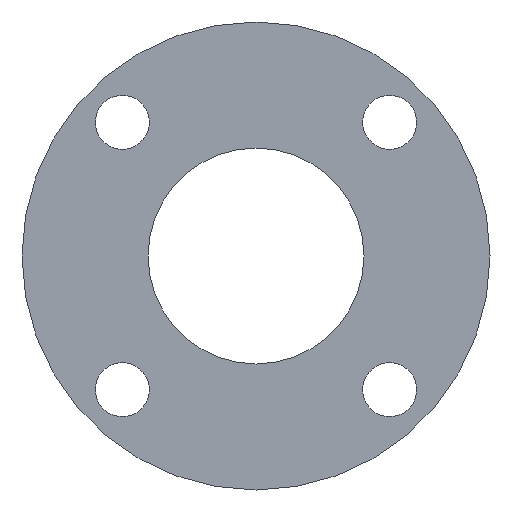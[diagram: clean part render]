
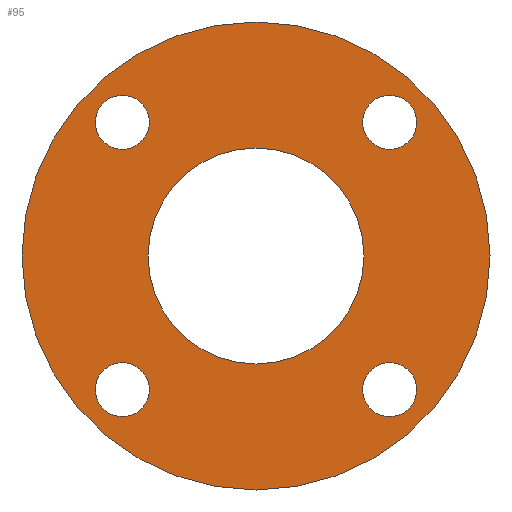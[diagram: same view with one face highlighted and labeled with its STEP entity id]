
A CAD part, left-side view. The second image highlights one B-rep face of the part: STEP entity #95.
In plain terms, the highlighted planar face has unit normal (-1, 0, 0).
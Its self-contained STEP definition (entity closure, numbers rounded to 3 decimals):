
#7 = CIRCLE ( 'NONE', #323, 7.5 ) ;
#8 = EDGE_CURVE ( 'NONE', #349, #167, #102, .T. ) ;
#11 = ORIENTED_EDGE ( 'NONE', *, *, #254, .T. ) ;
#12 = FACE_BOUND ( 'NONE', #288, .T. ) ;
#15 = EDGE_LOOP ( 'NONE', ( #405, #230 ) ) ;
#20 = ORIENTED_EDGE ( 'NONE', *, *, #136, .F. ) ;
#22 = DIRECTION ( 'NONE',  ( 0., 0., -1. ) ) ;
#35 = CARTESIAN_POINT ( 'NONE',  ( -1.5, 0., 0. ) ) ;
#41 = EDGE_CURVE ( 'NONE', #159, #443, #331, .T. ) ;
#42 = CARTESIAN_POINT ( 'NONE',  ( -1.5, -37.123, -29.623 ) ) ;
#49 = CARTESIAN_POINT ( 'NONE',  ( -1.5, 37.123, 37.123 ) ) ;
#52 = FACE_BOUND ( 'NONE', #113, .T. ) ;
#56 = EDGE_LOOP ( 'NONE', ( #441, #109 ) ) ;
#58 = EDGE_CURVE ( 'NONE', #398, #265, #393, .T. ) ;
#73 = CARTESIAN_POINT ( 'NONE',  ( -1.5, 37.123, -44.623 ) ) ;
#75 = DIRECTION ( 'NONE',  ( 1., 0., 0. ) ) ;
#80 = VERTEX_POINT ( 'NONE', #333 ) ;
#81 = EDGE_CURVE ( 'NONE', #80, #120, #379, .T. ) ;
#86 = CARTESIAN_POINT ( 'NONE',  ( -1.5, 37.123, -37.123 ) ) ;
#93 = CARTESIAN_POINT ( 'NONE',  ( -1.5, -37.123, 37.123 ) ) ;
#95 = ADVANCED_FACE ( 'NONE', ( #129, #52, #470, #208, #12, #101 ), #340, .F. ) ;
#101 = FACE_OUTER_BOUND ( 'NONE', #343, .T. ) ;
#102 = CIRCLE ( 'NONE', #315, 7.5 ) ;
#109 = ORIENTED_EDGE ( 'NONE', *, *, #168, .T. ) ;
#113 = EDGE_LOOP ( 'NONE', ( #460, #11 ) ) ;
#118 = CARTESIAN_POINT ( 'NONE',  ( -1.5, 37.123, 44.623 ) ) ;
#120 = VERTEX_POINT ( 'NONE', #314 ) ;
#129 = FACE_BOUND ( 'NONE', #237, .T. ) ;
#131 = CARTESIAN_POINT ( 'NONE',  ( -1.5, 0., 0. ) ) ;
#136 = EDGE_CURVE ( 'NONE', #265, #398, #444, .T. ) ;
#141 = AXIS2_PLACEMENT_3D ( 'NONE', #165, #385, #481 ) ;
#151 = CARTESIAN_POINT ( 'NONE',  ( -1.5, 37.123, -37.123 ) ) ;
#153 = DIRECTION ( 'NONE',  ( 1., 0., 0. ) ) ;
#155 = AXIS2_PLACEMENT_3D ( 'NONE', #93, #368, #502 ) ;
#159 = VERTEX_POINT ( 'NONE', #499 ) ;
#160 = DIRECTION ( 'NONE',  ( 0., 0., -1. ) ) ;
#162 = DIRECTION ( 'NONE',  ( 1., 0., 0. ) ) ;
#165 = CARTESIAN_POINT ( 'NONE',  ( -1.5, 37.123, 37.123 ) ) ;
#167 = VERTEX_POINT ( 'NONE', #73 ) ;
#168 = EDGE_CURVE ( 'NONE', #500, #535, #498, .T. ) ;
#169 = CARTESIAN_POINT ( 'NONE',  ( -1.5, -37.123, -37.123 ) ) ;
#173 = AXIS2_PLACEMENT_3D ( 'NONE', #35, #162, #186 ) ;
#174 = VERTEX_POINT ( 'NONE', #42 ) ;
#178 = CARTESIAN_POINT ( 'NONE',  ( -1.5, -37.123, -44.623 ) ) ;
#181 = AXIS2_PLACEMENT_3D ( 'NONE', #86, #367, #425 ) ;
#186 = DIRECTION ( 'NONE',  ( 0., 0., -1. ) ) ;
#191 = EDGE_CURVE ( 'NONE', #120, #80, #445, .T. ) ;
#208 = FACE_BOUND ( 'NONE', #56, .T. ) ;
#211 = DIRECTION ( 'NONE',  ( 1., 0., 0. ) ) ;
#213 = DIRECTION ( 'NONE',  ( 1., 0., 0. ) ) ;
#217 = CARTESIAN_POINT ( 'NONE',  ( -1.5, 0., 0. ) ) ;
#230 = ORIENTED_EDGE ( 'NONE', *, *, #8, .T. ) ;
#237 = EDGE_LOOP ( 'NONE', ( #391, #465 ) ) ;
#253 = ORIENTED_EDGE ( 'NONE', *, *, #457, .T. ) ;
#254 = EDGE_CURVE ( 'NONE', #174, #514, #371, .T. ) ;
#264 = EDGE_CURVE ( 'NONE', #167, #349, #299, .T. ) ;
#265 = VERTEX_POINT ( 'NONE', #337 ) ;
#274 = CARTESIAN_POINT ( 'NONE',  ( -1.5, -37.123, -37.123 ) ) ;
#277 = AXIS2_PLACEMENT_3D ( 'NONE', #49, #211, #293 ) ;
#281 = DIRECTION ( 'NONE',  ( 1., 0., 0. ) ) ;
#288 = EDGE_LOOP ( 'NONE', ( #356, #253 ) ) ;
#293 = DIRECTION ( 'NONE',  ( 0., 0., -1. ) ) ;
#298 = DIRECTION ( 'NONE',  ( 0., 0., -1. ) ) ;
#299 = CIRCLE ( 'NONE', #181, 7.5 ) ;
#314 = CARTESIAN_POINT ( 'NONE',  ( -1.5, -37.123, 29.623 ) ) ;
#315 = AXIS2_PLACEMENT_3D ( 'NONE', #151, #401, #542 ) ;
#317 = CIRCLE ( 'NONE', #141, 7.5 ) ;
#320 = DIRECTION ( 'NONE',  ( 1., 0., 0. ) ) ;
#322 = DIRECTION ( 'NONE',  ( 0., 0., -1. ) ) ;
#323 = AXIS2_PLACEMENT_3D ( 'NONE', #274, #320, #350 ) ;
#331 = CIRCLE ( 'NONE', #277, 7.5 ) ;
#333 = CARTESIAN_POINT ( 'NONE',  ( -1.5, -37.123, 44.623 ) ) ;
#335 = CARTESIAN_POINT ( 'NONE',  ( -1.5, 0., 30. ) ) ;
#336 = AXIS2_PLACEMENT_3D ( 'NONE', #383, #529, #436 ) ;
#337 = CARTESIAN_POINT ( 'NONE',  ( -1.5, 0., -65. ) ) ;
#340 = PLANE ( 'NONE',  #336 ) ;
#343 = EDGE_LOOP ( 'NONE', ( #20, #415 ) ) ;
#347 = CARTESIAN_POINT ( 'NONE',  ( -1.5, 37.123, -29.623 ) ) ;
#349 = VERTEX_POINT ( 'NONE', #347 ) ;
#350 = DIRECTION ( 'NONE',  ( 0., 0., -1. ) ) ;
#352 = CARTESIAN_POINT ( 'NONE',  ( -1.5, 0., -30. ) ) ;
#356 = ORIENTED_EDGE ( 'NONE', *, *, #41, .T. ) ;
#367 = DIRECTION ( 'NONE',  ( 1., 0., 0. ) ) ;
#368 = DIRECTION ( 'NONE',  ( 1., 0., 0. ) ) ;
#370 = CIRCLE ( 'NONE', #173, 30. ) ;
#371 = CIRCLE ( 'NONE', #533, 7.5 ) ;
#379 = CIRCLE ( 'NONE', #155, 7.5 ) ;
#383 = CARTESIAN_POINT ( 'NONE',  ( -1.5, 0., 0. ) ) ;
#385 = DIRECTION ( 'NONE',  ( 1., 0., 0. ) ) ;
#391 = ORIENTED_EDGE ( 'NONE', *, *, #191, .T. ) ;
#393 = CIRCLE ( 'NONE', #532, 65. ) ;
#398 = VERTEX_POINT ( 'NONE', #448 ) ;
#401 = DIRECTION ( 'NONE',  ( 1., 0., 0. ) ) ;
#405 = ORIENTED_EDGE ( 'NONE', *, *, #264, .T. ) ;
#406 = EDGE_CURVE ( 'NONE', #535, #500, #370, .T. ) ;
#409 = CARTESIAN_POINT ( 'NONE',  ( -1.5, 0., 0. ) ) ;
#413 = EDGE_CURVE ( 'NONE', #514, #174, #7, .T. ) ;
#415 = ORIENTED_EDGE ( 'NONE', *, *, #58, .F. ) ;
#423 = AXIS2_PLACEMENT_3D ( 'NONE', #539, #153, #497 ) ;
#425 = DIRECTION ( 'NONE',  ( 0., 0., -1. ) ) ;
#436 = DIRECTION ( 'NONE',  ( 0., 0., -1. ) ) ;
#441 = ORIENTED_EDGE ( 'NONE', *, *, #406, .T. ) ;
#443 = VERTEX_POINT ( 'NONE', #118 ) ;
#444 = CIRCLE ( 'NONE', #459, 65. ) ;
#445 = CIRCLE ( 'NONE', #423, 7.5 ) ;
#448 = CARTESIAN_POINT ( 'NONE',  ( -1.5, 0., 65. ) ) ;
#457 = EDGE_CURVE ( 'NONE', #443, #159, #317, .T. ) ;
#459 = AXIS2_PLACEMENT_3D ( 'NONE', #217, #213, #22 ) ;
#460 = ORIENTED_EDGE ( 'NONE', *, *, #413, .T. ) ;
#462 = AXIS2_PLACEMENT_3D ( 'NONE', #409, #75, #322 ) ;
#465 = ORIENTED_EDGE ( 'NONE', *, *, #81, .T. ) ;
#470 = FACE_BOUND ( 'NONE', #15, .T. ) ;
#481 = DIRECTION ( 'NONE',  ( 0., 0., -1. ) ) ;
#497 = DIRECTION ( 'NONE',  ( 0., 0., -1. ) ) ;
#498 = CIRCLE ( 'NONE', #462, 30. ) ;
#499 = CARTESIAN_POINT ( 'NONE',  ( -1.5, 37.123, 29.623 ) ) ;
#500 = VERTEX_POINT ( 'NONE', #335 ) ;
#502 = DIRECTION ( 'NONE',  ( 0., 0., -1. ) ) ;
#508 = DIRECTION ( 'NONE',  ( 1., 0., 0. ) ) ;
#514 = VERTEX_POINT ( 'NONE', #178 ) ;
#529 = DIRECTION ( 'NONE',  ( 1., 0., 0. ) ) ;
#532 = AXIS2_PLACEMENT_3D ( 'NONE', #131, #508, #160 ) ;
#533 = AXIS2_PLACEMENT_3D ( 'NONE', #169, #281, #298 ) ;
#535 = VERTEX_POINT ( 'NONE', #352 ) ;
#539 = CARTESIAN_POINT ( 'NONE',  ( -1.5, -37.123, 37.123 ) ) ;
#542 = DIRECTION ( 'NONE',  ( 0., 0., -1. ) ) ;
